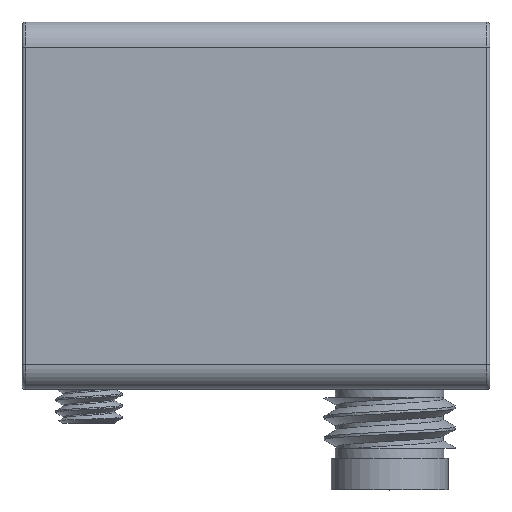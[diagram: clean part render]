
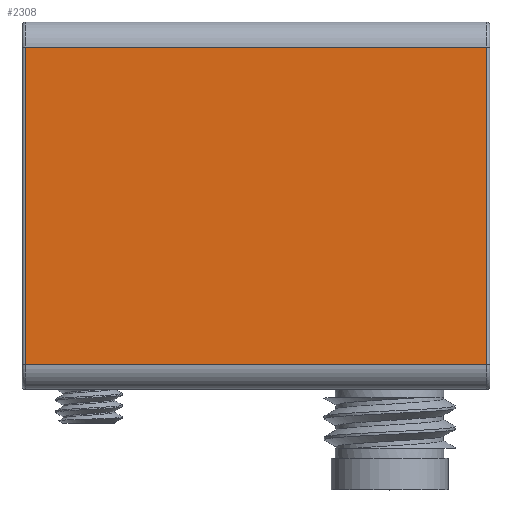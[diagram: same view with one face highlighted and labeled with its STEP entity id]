
A CAD part, top view. The second image highlights one B-rep face of the part: STEP entity #2308.
In plain terms, the highlighted planar face has unit normal (0, 0, 1).
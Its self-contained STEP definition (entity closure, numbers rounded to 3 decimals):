
#106=PLANE('',#2567);
#323=FACE_OUTER_BOUND('',#475,.T.);
#475=EDGE_LOOP('',(#2088,#2089,#2090,#2091));
#809=LINE('',#8857,#926);
#812=LINE('',#8868,#929);
#813=LINE('',#8870,#930);
#814=LINE('',#8871,#931);
#926=VECTOR('',#3099,10.);
#929=VECTOR('',#3114,10.);
#930=VECTOR('',#3115,10.);
#931=VECTOR('',#3116,10.);
#1135=VERTEX_POINT('',#8849);
#1137=VERTEX_POINT('',#8855);
#1139=VERTEX_POINT('',#8867);
#1140=VERTEX_POINT('',#8869);
#1457=EDGE_CURVE('',#1137,#1135,#809,.T.);
#1463=EDGE_CURVE('',#1139,#1137,#812,.T.);
#1464=EDGE_CURVE('',#1140,#1139,#813,.T.);
#1465=EDGE_CURVE('',#1135,#1140,#814,.T.);
#2088=ORIENTED_EDGE('',*,*,#1457,.F.);
#2089=ORIENTED_EDGE('',*,*,#1463,.F.);
#2090=ORIENTED_EDGE('',*,*,#1464,.F.);
#2091=ORIENTED_EDGE('',*,*,#1465,.F.);
#2308=ADVANCED_FACE('',(#323),#106,.T.);
#2567=AXIS2_PLACEMENT_3D('',#8866,#3112,#3113);
#3099=DIRECTION('',(0.,1.,0.));
#3112=DIRECTION('center_axis',(0.,0.,1.));
#3113=DIRECTION('ref_axis',(1.,0.,0.));
#3114=DIRECTION('',(-1.,0.,0.));
#3115=DIRECTION('',(0.,-1.,0.));
#3116=DIRECTION('',(1.,0.,0.));
#8849=CARTESIAN_POINT('',(0.2,20.5,12.));
#8855=CARTESIAN_POINT('',(0.2,1.5,12.));
#8857=CARTESIAN_POINT('',(0.2,16.5,12.));
#8866=CARTESIAN_POINT('Origin',(14.,11.,12.));
#8867=CARTESIAN_POINT('',(27.8,1.5,12.));
#8868=CARTESIAN_POINT('',(7.,1.5,12.));
#8869=CARTESIAN_POINT('',(27.8,20.5,12.));
#8870=CARTESIAN_POINT('',(27.8,5.5,12.));
#8871=CARTESIAN_POINT('',(21.,20.5,12.));
